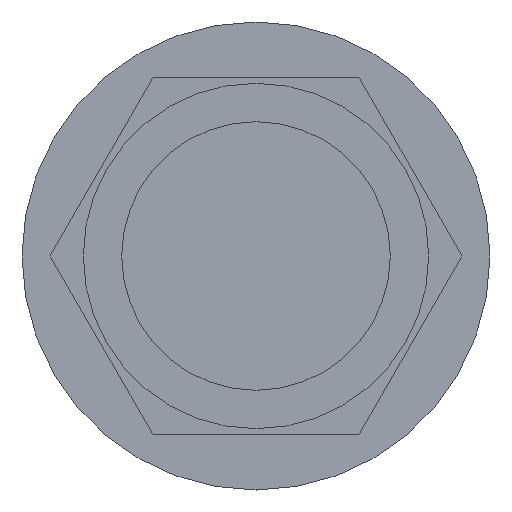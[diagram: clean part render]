
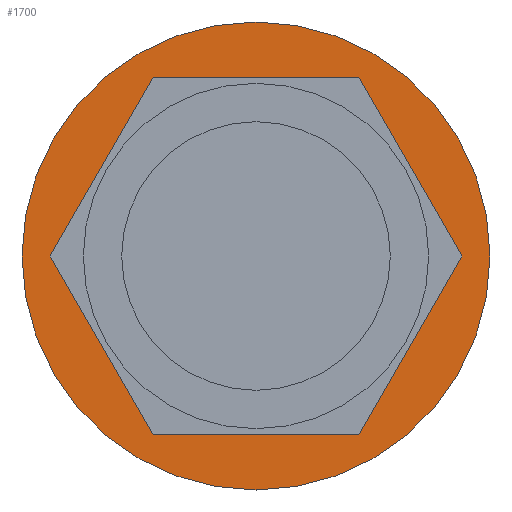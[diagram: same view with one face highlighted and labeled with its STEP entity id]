
A CAD part, left-side view. The second image highlights one B-rep face of the part: STEP entity #1700.
In plain terms, the highlighted face is planar.
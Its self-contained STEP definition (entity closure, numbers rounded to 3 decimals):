
#100=CARTESIAN_POINT('',(-14665.195,2351.333,
0.));
#110=VERTEX_POINT('',#100);
#330=CARTESIAN_POINT('',(-14665.195,2309.333,
0.));
#340=VERTEX_POINT('',#330);
#370=CARTESIAN_POINT('',(-14665.195,2330.333,
0.));
#380=DIRECTION('',(1.,-0.,-0.));
#390=DIRECTION('',(0.,1.,0.));
#400=AXIS2_PLACEMENT_3D('',#370,#380,#390);
#410=CIRCLE('',#400,21.);
#420=EDGE_CURVE('',#340,#110,#410,.T.);
#1100=CARTESIAN_POINT('',(-14665.195,8859.149,
-6528.816));
#1110=DIRECTION('',(1.,0.,0.));
#1120=DIRECTION('',(0.,-1.,0.));
#1130=AXIS2_PLACEMENT_3D('',#1100,#1110,#1120);
#1140=PLANE('',#1130);
#1150=EDGE_CURVE('',#110,#340,#410,.T.);
#1160=ORIENTED_EDGE('',*,*,#1150,.T.);
#1170=ORIENTED_EDGE('',*,*,#420,.T.);
#1180=EDGE_LOOP('',(#1170,#1160));
#1190=FACE_OUTER_BOUND('',#1180,.T.);
#1200=CARTESIAN_POINT('',(-14665.195,2311.858,0.));
#1210=DIRECTION('',(0.,-0.5,-0.866));
#1220=VECTOR('',#1210,1.);
#1230=LINE('',#1200,#1220);
#1240=CARTESIAN_POINT('',(-14665.195,2321.096,16.));
#1250=VERTEX_POINT('',#1240);
#1260=CARTESIAN_POINT('',(-14665.195,2311.858,
0.));
#1270=VERTEX_POINT('',#1260);
#1280=EDGE_CURVE('',#1250,#1270,#1230,.T.);
#1290=ORIENTED_EDGE('',*,*,#1280,.F.);
#1300=CARTESIAN_POINT('',(-14665.195,2311.858,0.));
#1310=DIRECTION('',(0.,0.5,-0.866));
#1320=VECTOR('',#1310,1.);
#1330=LINE('',#1300,#1320);
#1340=CARTESIAN_POINT('',(-14665.195,2321.096,-16.));
#1350=VERTEX_POINT('',#1340);
#1360=EDGE_CURVE('',#1270,#1350,#1330,.T.);
#1370=ORIENTED_EDGE('',*,*,#1360,.F.);
#1380=CARTESIAN_POINT('',(-14665.195,0.,-16.));
#1390=DIRECTION('',(0.,1.,0.));
#1400=VECTOR('',#1390,1.);
#1410=LINE('',#1380,#1400);
#1420=CARTESIAN_POINT('',(-14665.195,2339.571,-16.));
#1430=VERTEX_POINT('',#1420);
#1440=EDGE_CURVE('',#1350,#1430,#1410,.T.);
#1450=ORIENTED_EDGE('',*,*,#1440,.F.);
#1460=CARTESIAN_POINT('',(-14665.195,2348.808,0.));
#1470=DIRECTION('',(0.,0.5,0.866));
#1480=VECTOR('',#1470,1.);
#1490=LINE('',#1460,#1480);
#1500=CARTESIAN_POINT('',(-14665.195,2348.808,
0.));
#1510=VERTEX_POINT('',#1500);
#1520=EDGE_CURVE('',#1430,#1510,#1490,.T.);
#1530=ORIENTED_EDGE('',*,*,#1520,.F.);
#1540=CARTESIAN_POINT('',(-14665.195,2348.808,0.));
#1550=DIRECTION('',(0.,-0.5,0.866));
#1560=VECTOR('',#1550,1.);
#1570=LINE('',#1540,#1560);
#1580=CARTESIAN_POINT('',(-14665.195,2339.571,16.));
#1590=VERTEX_POINT('',#1580);
#1600=EDGE_CURVE('',#1510,#1590,#1570,.T.);
#1610=ORIENTED_EDGE('',*,*,#1600,.F.);
#1620=CARTESIAN_POINT('',(-14665.195,0.,16.));
#1630=DIRECTION('',(0.,-1.,0.));
#1640=VECTOR('',#1630,1.);
#1650=LINE('',#1620,#1640);
#1660=EDGE_CURVE('',#1590,#1250,#1650,.T.);
#1670=ORIENTED_EDGE('',*,*,#1660,.F.);
#1680=EDGE_LOOP('',(#1670,#1610,#1530,#1450,#1370,#1290));
#1690=FACE_BOUND('',#1680,.T.);
#1700=ADVANCED_FACE('',(#1190,#1690),#1140,.T.);
